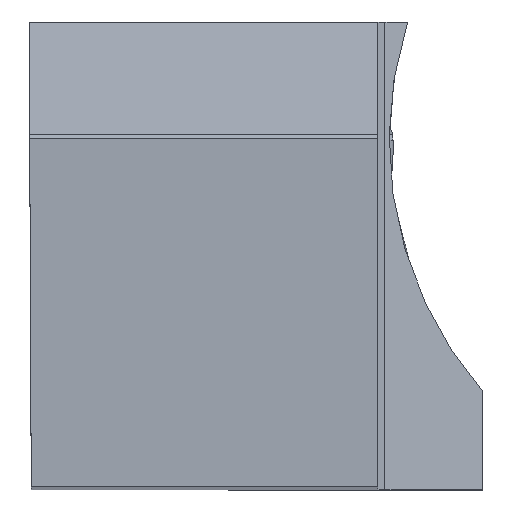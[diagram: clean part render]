
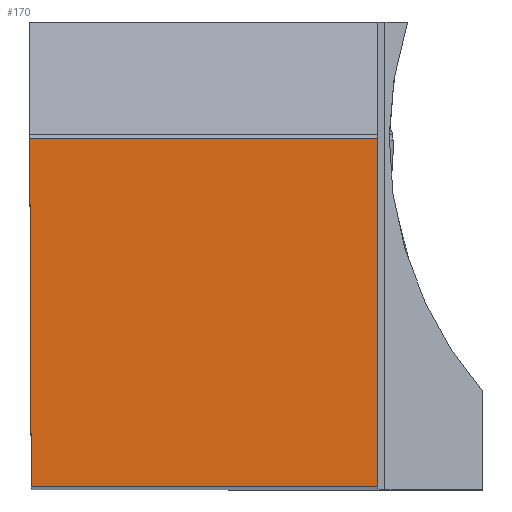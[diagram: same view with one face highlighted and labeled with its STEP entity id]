
A CAD part, top view. The second image highlights one B-rep face of the part: STEP entity #170.
In plain terms, the highlighted planar face has unit normal (0, 0, 1).
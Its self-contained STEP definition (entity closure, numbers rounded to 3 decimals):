
#170=ADVANCED_FACE('BLANK_BOXF006',(#272),#215,.F.);
#215=PLANE('',#1302);
#272=FACE_OUTER_BOUND('',#329,.T.);
#329=EDGE_LOOP('',(#583,#584,#585,#586));
#583=ORIENTED_EDGE('',*,*,#910,.T.);
#584=ORIENTED_EDGE('',*,*,#911,.T.);
#585=ORIENTED_EDGE('',*,*,#912,.T.);
#586=ORIENTED_EDGE('',*,*,#905,.T.);
#762=VERTEX_POINT('',#2232);
#763=VERTEX_POINT('',#2234);
#765=VERTEX_POINT('',#2243);
#766=VERTEX_POINT('',#2245);
#905=EDGE_CURVE('',#763,#762,#1018,.T.);
#910=EDGE_CURVE('',#762,#765,#1023,.T.);
#911=EDGE_CURVE('',#765,#766,#1024,.T.);
#912=EDGE_CURVE('',#766,#763,#1025,.T.);
#1018=LINE('',#2233,#1131);
#1023=LINE('',#2242,#1136);
#1024=LINE('',#2244,#1137);
#1025=LINE('',#2246,#1138);
#1131=VECTOR('',#1539,1.);
#1136=VECTOR('',#1548,1.);
#1137=VECTOR('',#1549,1.);
#1138=VECTOR('',#1550,1.);
#1302=AXIS2_PLACEMENT_3D('',#2247,#1551,#1552);
#1539=DIRECTION('',(1.,0.,0.));
#1548=DIRECTION('',(0.,1.,0.));
#1549=DIRECTION('',(-1.,0.,0.));
#1550=DIRECTION('',(0.004,-1.,0.));
#1551=DIRECTION('',(0.,0.,-1.));
#1552=DIRECTION('',(0.,-1.,0.));
#2232=CARTESIAN_POINT('',(24.875,0.,0.));
#2233=CARTESIAN_POINT('',(-150.55,0.,0.));
#2234=CARTESIAN_POINT('',(0.109,0.,0.));
#2242=CARTESIAN_POINT('',(24.875,-150.55,0.));
#2243=CARTESIAN_POINT('',(24.875,24.875,0.));
#2244=CARTESIAN_POINT('',(150.55,24.875,0.));
#2245=CARTESIAN_POINT('',(0.,24.875,0.));
#2246=CARTESIAN_POINT('',(-0.548,150.549,0.));
#2247=CARTESIAN_POINT('',(32.364,-5.,0.));
